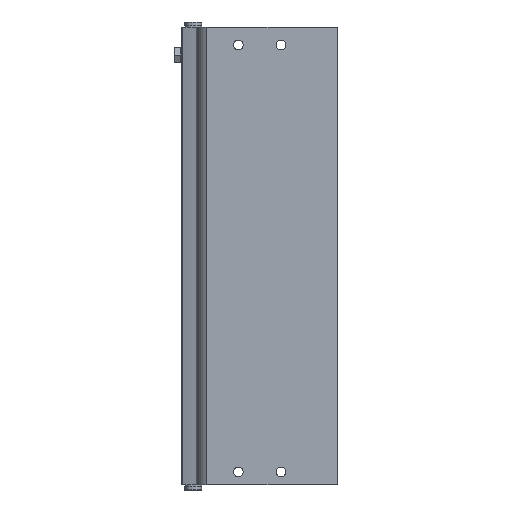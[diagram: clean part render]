
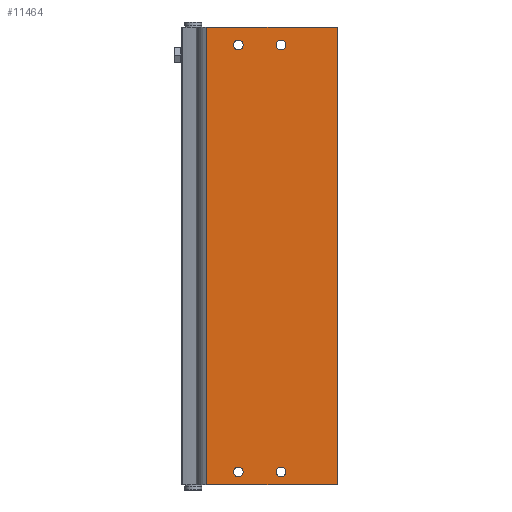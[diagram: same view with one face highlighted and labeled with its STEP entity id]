
A CAD part, front view. The second image highlights one B-rep face of the part: STEP entity #11464.
In plain terms, the highlighted planar face has unit normal (0, -1, 0).
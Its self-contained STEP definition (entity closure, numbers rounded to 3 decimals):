
#1001=LINE('',#20515,#1556);
#1002=LINE('',#20525,#1557);
#1003=LINE('',#20527,#1558);
#1004=LINE('',#20529,#1559);
#1556=VECTOR('',#14812,1000.);
#1557=VECTOR('',#14823,1000.);
#1558=VECTOR('',#14824,1000.);
#1559=VECTOR('',#14825,1000.);
#2577=ORIENTED_EDGE('',*,*,#5344,.F.);
#2578=ORIENTED_EDGE('',*,*,#5345,.F.);
#2579=ORIENTED_EDGE('',*,*,#5346,.F.);
#2580=ORIENTED_EDGE('',*,*,#5347,.F.);
#2581=ORIENTED_EDGE('',*,*,#5348,.F.);
#2582=ORIENTED_EDGE('',*,*,#5343,.F.);
#2583=ORIENTED_EDGE('',*,*,#5349,.T.);
#2584=ORIENTED_EDGE('',*,*,#5350,.T.);
#5343=EDGE_CURVE('',#6754,#6753,#1001,.T.);
#5344=EDGE_CURVE('',#6755,#6755,#7598,.T.);
#5345=EDGE_CURVE('',#6756,#6756,#7599,.T.);
#5346=EDGE_CURVE('',#6757,#6757,#7600,.T.);
#5347=EDGE_CURVE('',#6758,#6758,#7601,.T.);
#5348=EDGE_CURVE('',#6753,#6759,#1002,.T.);
#5349=EDGE_CURVE('',#6754,#6760,#1003,.T.);
#5350=EDGE_CURVE('',#6760,#6759,#1004,.T.);
#6753=VERTEX_POINT('',#20512);
#6754=VERTEX_POINT('',#20514);
#6755=VERTEX_POINT('',#20518);
#6756=VERTEX_POINT('',#20520);
#6757=VERTEX_POINT('',#20522);
#6758=VERTEX_POINT('',#20524);
#6759=VERTEX_POINT('',#20526);
#6760=VERTEX_POINT('',#20528);
#7598=CIRCLE('',#12900,2.25);
#7599=CIRCLE('',#12901,2.25);
#7600=CIRCLE('',#12902,2.25);
#7601=CIRCLE('',#12903,2.25);
#8369=EDGE_LOOP('',(#2577));
#8370=EDGE_LOOP('',(#2578));
#8371=EDGE_LOOP('',(#2579));
#8372=EDGE_LOOP('',(#2580));
#8373=EDGE_LOOP('',(#2581,#2582,#2583,#2584));
#9866=FACE_BOUND('',#8369,.T.);
#9867=FACE_BOUND('',#8370,.T.);
#9868=FACE_BOUND('',#8371,.T.);
#9869=FACE_BOUND('',#8372,.T.);
#9870=FACE_BOUND('',#8373,.T.);
#11087=PLANE('',#12899);
#11464=ADVANCED_FACE('',(#9866,#9867,#9868,#9869,#9870),#11087,.T.);
#12899=AXIS2_PLACEMENT_3D('',#20516,#14813,#14814);
#12900=AXIS2_PLACEMENT_3D('',#20517,#14815,#14816);
#12901=AXIS2_PLACEMENT_3D('',#20519,#14817,#14818);
#12902=AXIS2_PLACEMENT_3D('',#20521,#14819,#14820);
#12903=AXIS2_PLACEMENT_3D('',#20523,#14821,#14822);
#14812=DIRECTION('',(0.,0.,1.));
#14813=DIRECTION('',(0.,-1.,0.));
#14814=DIRECTION('',(0.,0.,-1.));
#14815=DIRECTION('',(0.,-1.,0.));
#14816=DIRECTION('',(0.,0.,-1.));
#14817=DIRECTION('',(0.,-1.,0.));
#14818=DIRECTION('',(0.,0.,-1.));
#14819=DIRECTION('',(0.,-1.,0.));
#14820=DIRECTION('',(0.,0.,-1.));
#14821=DIRECTION('',(0.,-1.,0.));
#14822=DIRECTION('',(0.,0.,-1.));
#14823=DIRECTION('',(1.,0.,0.));
#14824=DIRECTION('',(1.,0.,0.));
#14825=DIRECTION('',(0.,0.,1.));
#20512=CARTESIAN_POINT('',(-36.27,0.,0.));
#20514=CARTESIAN_POINT('',(-36.27,0.,-214.3));
#20515=CARTESIAN_POINT('',(-36.27,0.,-214.3));
#20516=CARTESIAN_POINT('',(-36.27,0.,-214.3));
#20517=CARTESIAN_POINT('',(-10.,0.,-206.));
#20518=CARTESIAN_POINT('',(-10.,0.,-208.25));
#20519=CARTESIAN_POINT('',(-10.,0.,-6.));
#20520=CARTESIAN_POINT('',(-10.,0.,-8.25));
#20521=CARTESIAN_POINT('',(10.,0.,-206.));
#20522=CARTESIAN_POINT('',(10.,0.,-208.25));
#20523=CARTESIAN_POINT('',(10.,0.,-6.));
#20524=CARTESIAN_POINT('',(10.,0.,-8.25));
#20525=CARTESIAN_POINT('',(-36.27,0.,0.));
#20526=CARTESIAN_POINT('',(24.73,0.,0.));
#20527=CARTESIAN_POINT('',(-36.27,0.,-214.3));
#20528=CARTESIAN_POINT('',(24.73,0.,-214.3));
#20529=CARTESIAN_POINT('',(24.73,0.,-214.3));
